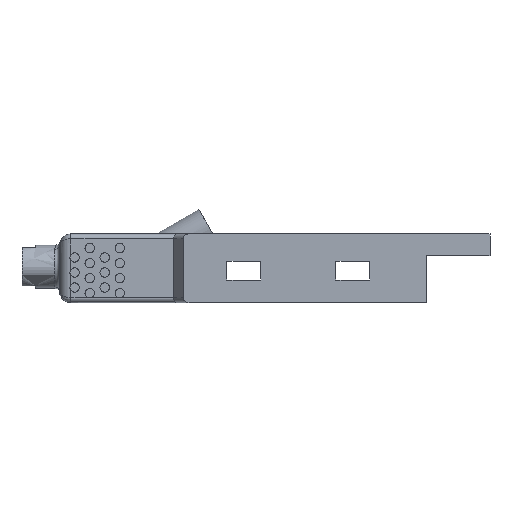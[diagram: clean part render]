
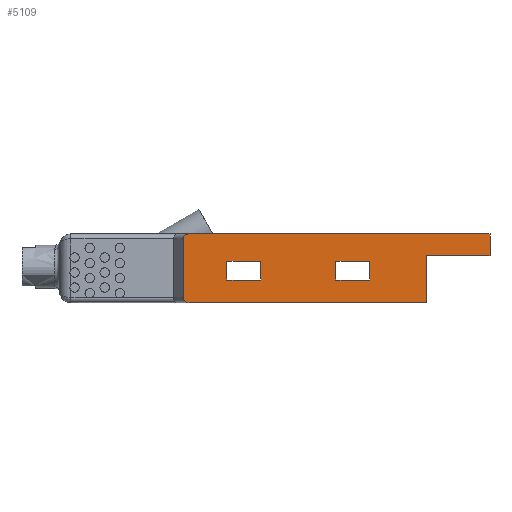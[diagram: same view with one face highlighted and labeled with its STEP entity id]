
A CAD part, front view. The second image highlights one B-rep face of the part: STEP entity #5109.
In plain terms, the highlighted planar face has unit normal (0, -1, 0).
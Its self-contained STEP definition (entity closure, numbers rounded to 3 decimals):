
#131=FACE_BOUND('',#1689,.T.);
#132=FACE_BOUND('',#1690,.T.);
#176=PLANE('',#5524);
#308=ELLIPSE('',#5522,0.307,0.25);
#309=ELLIPSE('',#5525,0.307,0.25);
#445=LINE('',#8602,#834);
#488=LINE('',#9051,#877);
#516=LINE('',#9199,#905);
#517=LINE('',#9202,#906);
#518=LINE('',#9204,#907);
#519=LINE('',#9205,#908);
#520=LINE('',#9208,#909);
#521=LINE('',#9210,#910);
#522=LINE('',#9212,#911);
#523=LINE('',#9213,#912);
#524=LINE('',#9216,#913);
#525=LINE('',#9218,#914);
#526=LINE('',#9220,#915);
#527=LINE('',#9221,#916);
#834=VECTOR('',#6013,10.);
#877=VECTOR('',#6222,10.);
#905=VECTOR('',#6384,10.);
#906=VECTOR('',#6387,10.);
#907=VECTOR('',#6388,10.);
#908=VECTOR('',#6389,10.);
#909=VECTOR('',#6390,10.);
#910=VECTOR('',#6391,10.);
#911=VECTOR('',#6392,10.);
#912=VECTOR('',#6393,10.);
#913=VECTOR('',#6394,10.);
#914=VECTOR('',#6395,10.);
#915=VECTOR('',#6396,10.);
#916=VECTOR('',#6397,10.);
#1315=FACE_OUTER_BOUND('',#1688,.T.);
#1688=EDGE_LOOP('',(#4182,#4183,#4184,#4185,#4186,#4187,#4188,#4189));
#1689=EDGE_LOOP('',(#4190,#4191,#4192,#4193));
#1690=EDGE_LOOP('',(#4194,#4195,#4196,#4197));
#2381=VERTEX_POINT('',#8599);
#2382=VERTEX_POINT('',#8601);
#2485=VERTEX_POINT('',#9048);
#2486=VERTEX_POINT('',#9050);
#2538=VERTEX_POINT('',#9193);
#2539=VERTEX_POINT('',#9198);
#2540=VERTEX_POINT('',#9201);
#2541=VERTEX_POINT('',#9203);
#2542=VERTEX_POINT('',#9206);
#2543=VERTEX_POINT('',#9207);
#2544=VERTEX_POINT('',#9209);
#2545=VERTEX_POINT('',#9211);
#2546=VERTEX_POINT('',#9214);
#2547=VERTEX_POINT('',#9215);
#2548=VERTEX_POINT('',#9217);
#2549=VERTEX_POINT('',#9219);
#2937=EDGE_CURVE('',#2381,#2382,#445,.T.);
#3071=EDGE_CURVE('',#2486,#2485,#488,.T.);
#3146=EDGE_CURVE('',#2538,#2381,#308,.T.);
#3147=EDGE_CURVE('',#2539,#2538,#516,.F.);
#3148=EDGE_CURVE('',#2486,#2539,#309,.T.);
#3149=EDGE_CURVE('',#2485,#2540,#517,.F.);
#3150=EDGE_CURVE('',#2540,#2541,#518,.T.);
#3151=EDGE_CURVE('',#2541,#2382,#519,.T.);
#3152=EDGE_CURVE('',#2542,#2543,#520,.F.);
#3153=EDGE_CURVE('',#2543,#2544,#521,.F.);
#3154=EDGE_CURVE('',#2544,#2545,#522,.F.);
#3155=EDGE_CURVE('',#2545,#2542,#523,.F.);
#3156=EDGE_CURVE('',#2546,#2547,#524,.F.);
#3157=EDGE_CURVE('',#2547,#2548,#525,.F.);
#3158=EDGE_CURVE('',#2548,#2549,#526,.F.);
#3159=EDGE_CURVE('',#2549,#2546,#527,.F.);
#4182=ORIENTED_EDGE('',*,*,#3146,.F.);
#4183=ORIENTED_EDGE('',*,*,#3147,.F.);
#4184=ORIENTED_EDGE('',*,*,#3148,.F.);
#4185=ORIENTED_EDGE('',*,*,#3071,.T.);
#4186=ORIENTED_EDGE('',*,*,#3149,.T.);
#4187=ORIENTED_EDGE('',*,*,#3150,.T.);
#4188=ORIENTED_EDGE('',*,*,#3151,.T.);
#4189=ORIENTED_EDGE('',*,*,#2937,.F.);
#4190=ORIENTED_EDGE('',*,*,#3152,.T.);
#4191=ORIENTED_EDGE('',*,*,#3153,.T.);
#4192=ORIENTED_EDGE('',*,*,#3154,.T.);
#4193=ORIENTED_EDGE('',*,*,#3155,.T.);
#4194=ORIENTED_EDGE('',*,*,#3156,.T.);
#4195=ORIENTED_EDGE('',*,*,#3157,.T.);
#4196=ORIENTED_EDGE('',*,*,#3158,.T.);
#4197=ORIENTED_EDGE('',*,*,#3159,.T.);
#5109=ADVANCED_FACE('',(#1315,#131,#132),#176,.T.);
#5522=AXIS2_PLACEMENT_3D('',#9195,#6378,#6379);
#5524=AXIS2_PLACEMENT_3D('',#9197,#6382,#6383);
#5525=AXIS2_PLACEMENT_3D('',#9200,#6385,#6386);
#6013=DIRECTION('',(1.,0.,0.));
#6222=DIRECTION('',(1.,0.,0.));
#6378=DIRECTION('center_axis',(0.,1.,0.));
#6379=DIRECTION('ref_axis',(-1.,0.,0.));
#6382=DIRECTION('center_axis',(0.,-1.,0.));
#6383=DIRECTION('ref_axis',(0.,0.,1.));
#6384=DIRECTION('',(0.,0.,-1.));
#6385=DIRECTION('center_axis',(0.,1.,0.));
#6386=DIRECTION('ref_axis',(-1.,0.,0.));
#6387=DIRECTION('',(0.,0.,-1.));
#6388=DIRECTION('',(1.,0.,0.));
#6389=DIRECTION('',(0.,0.,1.));
#6390=DIRECTION('',(0.,0.,-1.));
#6391=DIRECTION('',(-1.,0.,0.));
#6392=DIRECTION('',(0.,0.,1.));
#6393=DIRECTION('',(1.,0.,0.));
#6394=DIRECTION('',(0.,0.,-1.));
#6395=DIRECTION('',(-1.,0.,0.));
#6396=DIRECTION('',(0.,0.,1.));
#6397=DIRECTION('',(1.,0.,0.));
#8599=CARTESIAN_POINT('',(-16.014,-0.637,-0.085));
#8601=CARTESIAN_POINT('',(0.,-0.637,-0.085));
#8602=CARTESIAN_POINT('',(-7.5,-0.637,-0.085));
#9048=CARTESIAN_POINT('',(-3.4,-0.637,-3.735));
#9050=CARTESIAN_POINT('',(-16.014,-0.637,-3.735));
#9051=CARTESIAN_POINT('',(-15.,-0.637,-3.735));
#9193=CARTESIAN_POINT('',(-16.321,-0.637,-0.335));
#9195=CARTESIAN_POINT('Origin',(-16.014,-0.637,-0.335));
#9197=CARTESIAN_POINT('Origin',(-15.,-0.637,-3.735));
#9198=CARTESIAN_POINT('',(-16.321,-0.637,-3.485));
#9199=CARTESIAN_POINT('',(-16.321,-0.637,-3.735));
#9200=CARTESIAN_POINT('Origin',(-16.014,-0.637,-3.485));
#9201=CARTESIAN_POINT('',(-3.4,-0.637,-1.235));
#9202=CARTESIAN_POINT('',(-3.4,-0.637,-2.485));
#9203=CARTESIAN_POINT('',(0.,-0.637,-1.235));
#9204=CARTESIAN_POINT('',(-7.5,-0.637,-1.235));
#9205=CARTESIAN_POINT('',(0.,-0.637,-2.26));
#9206=CARTESIAN_POINT('',(-14.,-0.637,-2.535));
#9207=CARTESIAN_POINT('',(-14.,-0.637,-1.535));
#9208=CARTESIAN_POINT('',(-14.,-0.637,-2.635));
#9209=CARTESIAN_POINT('',(-12.2,-0.637,-1.535));
#9210=CARTESIAN_POINT('',(-13.6,-0.637,-1.535));
#9211=CARTESIAN_POINT('',(-12.2,-0.637,-2.535));
#9212=CARTESIAN_POINT('',(-12.2,-0.637,-3.135));
#9213=CARTESIAN_POINT('',(-14.5,-0.637,-2.535));
#9214=CARTESIAN_POINT('',(-8.2,-0.637,-2.535));
#9215=CARTESIAN_POINT('',(-8.2,-0.637,-1.535));
#9216=CARTESIAN_POINT('',(-8.2,-0.637,-2.635));
#9217=CARTESIAN_POINT('',(-6.4,-0.637,-1.535));
#9218=CARTESIAN_POINT('',(-10.7,-0.637,-1.535));
#9219=CARTESIAN_POINT('',(-6.4,-0.637,-2.535));
#9220=CARTESIAN_POINT('',(-6.4,-0.637,-3.135));
#9221=CARTESIAN_POINT('',(-11.6,-0.637,-2.535));
